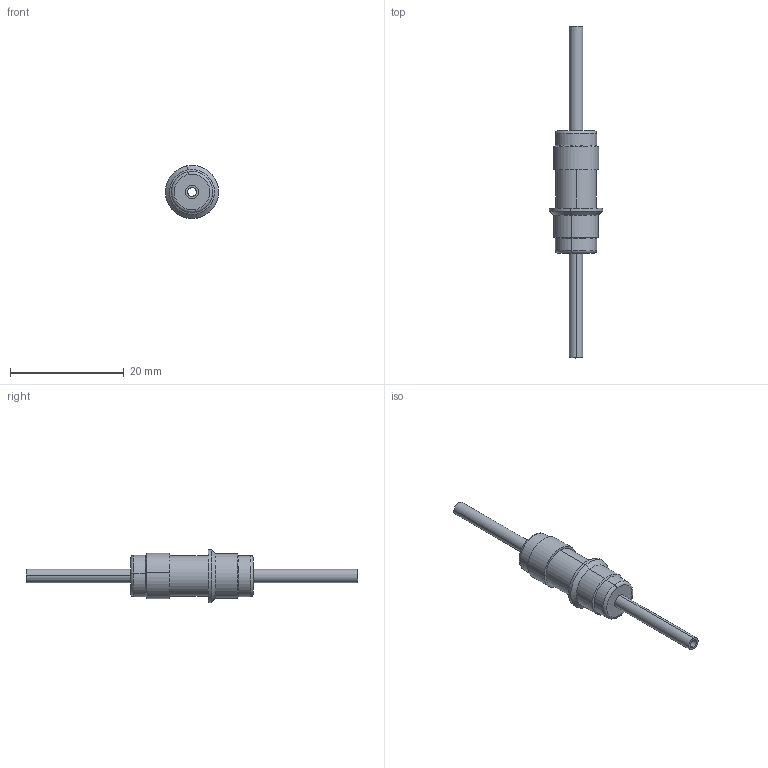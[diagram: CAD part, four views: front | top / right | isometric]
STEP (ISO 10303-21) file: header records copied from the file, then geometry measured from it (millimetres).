
FILE_DESCRIPTION (( 'STEP AP203' ), '1' );
FILE_NAME ('A0574-2-W.STEP', '2019-10-08T15:58:43', ( '' ), ( '' ), 'SwSTEP 2.0', 'SolidWorks 2019', '' );
FILE_SCHEMA (( 'CONFIG_CONTROL_DESIGN' ));
Length unit declared in the file: inch
Products named in the file (1): A0574-2-W
Bounding box: 9.39 x 58.42 x 9.39 mm (x, y, z)
Volume: 983 mm3; surface area: 1290.9 mm2
Topology: 1 solids, 1 shells, 52 faces, 104 edges, 64 vertices
Faces by surface type: cylinder 30, plane 12, cone 6, torus 4
Entity records: 1451 total; most frequent: DIRECTION 278, CARTESIAN_POINT 221, ORIENTED_EDGE 208, AXIS2_PLACEMENT_3D 121, EDGE_CURVE 104, CIRCLE 68, VERTEX_POINT 64, EDGE_LOOP 64
